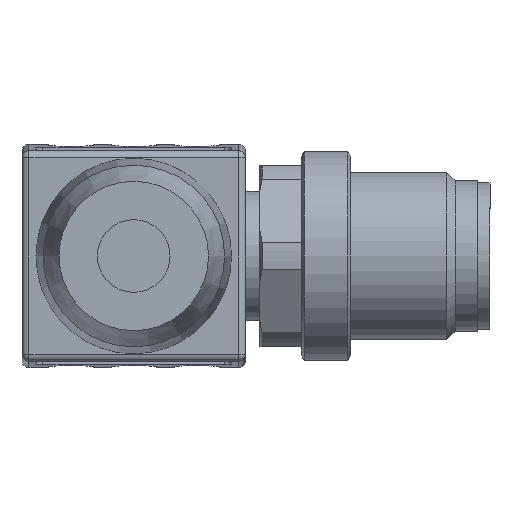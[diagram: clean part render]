
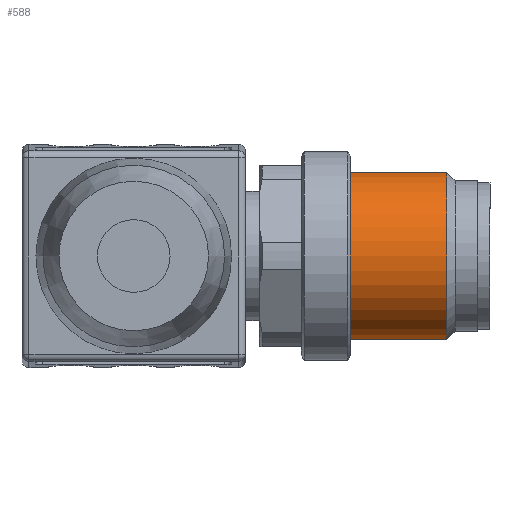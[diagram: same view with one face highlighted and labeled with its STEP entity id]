
A CAD part, left-side view. The second image highlights one B-rep face of the part: STEP entity #588.
In plain terms, the highlighted cylindrical face has radius 6 mm (diameter 12 mm), a full revolution.
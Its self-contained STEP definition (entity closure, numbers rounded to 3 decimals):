
#588=ADVANCED_FACE('',(#1686,#1687),#873,.T.);
#873=CYLINDRICAL_SURFACE('',#4843,6.);
#1686=FACE_BOUND('',#1755,.T.);
#1687=FACE_BOUND('',#1756,.T.);
#1755=EDGE_LOOP('',(#2094));
#1756=EDGE_LOOP('',(#2095));
#2094=ORIENTED_EDGE('',*,*,#3885,.F.);
#2095=ORIENTED_EDGE('',*,*,#3886,.T.);
#3451=VERTEX_POINT('',#6814);
#3452=VERTEX_POINT('',#6817);
#3885=EDGE_CURVE('',#3451,#3451,#4561,.T.);
#3886=EDGE_CURVE('',#3452,#3452,#4562,.T.);
#4561=CIRCLE('',#4840,6.);
#4562=CIRCLE('',#4842,6.);
#4840=AXIS2_PLACEMENT_3D('',#6813,#5395,#5396);
#4842=AXIS2_PLACEMENT_3D('',#6816,#5399,#5400);
#4843=AXIS2_PLACEMENT_3D('',#6818,#5401,#5402);
#5395=DIRECTION('',(0.,-1.,0.));
#5396=DIRECTION('',(0.5,0.,-0.866));
#5399=DIRECTION('',(0.,-1.,0.));
#5400=DIRECTION('',(0.866,0.,-0.5));
#5401=DIRECTION('',(0.,-1.,0.));
#5402=DIRECTION('',(-0.5,0.,0.866));
#6813=CARTESIAN_POINT('',(177.101,-22.4,0.));
#6814=CARTESIAN_POINT('',(180.101,-22.4,-5.196));
#6816=CARTESIAN_POINT('',(177.101,-15.5,0.));
#6817=CARTESIAN_POINT('',(182.297,-15.5,-3.));
#6818=CARTESIAN_POINT('',(177.101,-24.5,0.));
